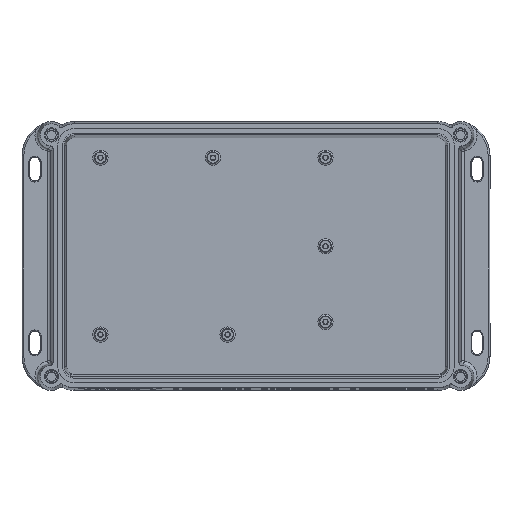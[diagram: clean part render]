
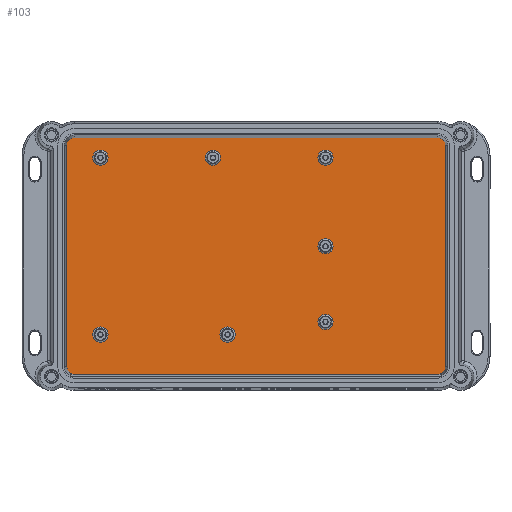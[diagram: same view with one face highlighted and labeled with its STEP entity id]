
A CAD part, top view. The second image highlights one B-rep face of the part: STEP entity #103.
In plain terms, the highlighted planar face has unit normal (0, 0, 1).
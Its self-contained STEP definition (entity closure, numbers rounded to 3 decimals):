
#103 = ADVANCED_FACE( '', ( #627, #628, #629, #630, #631, #632, #633, #634 ), #635, .T. );
#627 = FACE_BOUND( '', #1654, .T. );
#628 = FACE_BOUND( '', #1655, .T. );
#629 = FACE_BOUND( '', #1656, .T. );
#630 = FACE_BOUND( '', #1657, .T. );
#631 = FACE_BOUND( '', #1658, .T. );
#632 = FACE_BOUND( '', #1659, .T. );
#633 = FACE_BOUND( '', #1660, .T. );
#634 = FACE_OUTER_BOUND( '', #1661, .T. );
#635 = PLANE( '', #1662 );
#1654 = EDGE_LOOP( '', ( #5317 ) );
#1655 = EDGE_LOOP( '', ( #5318 ) );
#1656 = EDGE_LOOP( '', ( #5319 ) );
#1657 = EDGE_LOOP( '', ( #5320 ) );
#1658 = EDGE_LOOP( '', ( #5321 ) );
#1659 = EDGE_LOOP( '', ( #5322 ) );
#1660 = EDGE_LOOP( '', ( #5323 ) );
#1661 = EDGE_LOOP( '', ( #5324, #5325, #5326, #5327, #5328, #5329, #5330, #5331 ) );
#1662 = AXIS2_PLACEMENT_3D( '', #5332, #5333, #5334 );
#5317 = ORIENTED_EDGE( '', *, *, #8636, .T. );
#5318 = ORIENTED_EDGE( '', *, *, #8637, .T. );
#5319 = ORIENTED_EDGE( '', *, *, #8638, .T. );
#5320 = ORIENTED_EDGE( '', *, *, #8639, .T. );
#5321 = ORIENTED_EDGE( '', *, *, #8640, .T. );
#5322 = ORIENTED_EDGE( '', *, *, #8641, .T. );
#5323 = ORIENTED_EDGE( '', *, *, #8642, .T. );
#5324 = ORIENTED_EDGE( '', *, *, #8643, .T. );
#5325 = ORIENTED_EDGE( '', *, *, #8644, .T. );
#5326 = ORIENTED_EDGE( '', *, *, #8645, .T. );
#5327 = ORIENTED_EDGE( '', *, *, #8646, .T. );
#5328 = ORIENTED_EDGE( '', *, *, #8575, .T. );
#5329 = ORIENTED_EDGE( '', *, *, #8647, .T. );
#5330 = ORIENTED_EDGE( '', *, *, #8648, .T. );
#5331 = ORIENTED_EDGE( '', *, *, #8649, .T. );
#5332 = CARTESIAN_POINT( '', ( -115., 70., 0. ) );
#5333 = DIRECTION( '', ( 0., 0., 1. ) );
#5334 = DIRECTION( '', ( 1., 0., 0. ) );
#8575 = EDGE_CURVE( '', #10072, #10070, #10073, .T. );
#8636 = EDGE_CURVE( '', #10173, #10173, #10174, .F. );
#8637 = EDGE_CURVE( '', #10175, #10175, #10176, .F. );
#8638 = EDGE_CURVE( '', #10177, #10177, #10178, .F. );
#8639 = EDGE_CURVE( '', #10179, #10179, #10180, .F. );
#8640 = EDGE_CURVE( '', #10181, #10181, #10182, .F. );
#8641 = EDGE_CURVE( '', #10183, #10183, #10184, .F. );
#8642 = EDGE_CURVE( '', #10185, #10185, #10186, .F. );
#8643 = EDGE_CURVE( '', #10187, #10188, #10189, .T. );
#8644 = EDGE_CURVE( '', #10188, #10190, #10191, .F. );
#8645 = EDGE_CURVE( '', #10190, #10192, #10193, .T. );
#8646 = EDGE_CURVE( '', #10192, #10072, #10194, .F. );
#8647 = EDGE_CURVE( '', #10070, #10195, #10196, .F. );
#8648 = EDGE_CURVE( '', #10195, #10197, #10198, .T. );
#8649 = EDGE_CURVE( '', #10197, #10187, #10199, .F. );
#10070 = VERTEX_POINT( '', #12080 );
#10072 = VERTEX_POINT( '', #12083 );
#10073 = CIRCLE( '', #12084, 5. );
#10173 = VERTEX_POINT( '', #12225 );
#10174 = CIRCLE( '', #12226, 4.81 );
#10175 = VERTEX_POINT( '', #12227 );
#10176 = CIRCLE( '', #12228, 4.81 );
#10177 = VERTEX_POINT( '', #12229 );
#10178 = CIRCLE( '', #12230, 4.81 );
#10179 = VERTEX_POINT( '', #12231 );
#10180 = CIRCLE( '', #12232, 4.81 );
#10181 = VERTEX_POINT( '', #12233 );
#10182 = CIRCLE( '', #12234, 4.81 );
#10183 = VERTEX_POINT( '', #12235 );
#10184 = CIRCLE( '', #12236, 4.81 );
#10185 = VERTEX_POINT( '', #12237 );
#10186 = CIRCLE( '', #12238, 4.81 );
#10187 = VERTEX_POINT( '', #12239 );
#10188 = VERTEX_POINT( '', #12240 );
#10189 = CIRCLE( '', #12241, 5. );
#10190 = VERTEX_POINT( '', #12242 );
#10191 = LINE( '', #12243, #12244 );
#10192 = VERTEX_POINT( '', #12245 );
#10193 = CIRCLE( '', #12246, 5. );
#10194 = LINE( '', #12247, #12248 );
#10195 = VERTEX_POINT( '', #12249 );
#10196 = LINE( '', #12250, #12251 );
#10197 = VERTEX_POINT( '', #12252 );
#10198 = CIRCLE( '', #12253, 5. );
#10199 = LINE( '', #12254, #12255 );
#12080 = CARTESIAN_POINT( '', ( 120., -70., 0. ) );
#12083 = CARTESIAN_POINT( '', ( 115., -75., 0. ) );
#12084 = AXIS2_PLACEMENT_3D( '', #15674, #15675, #15676 );
#12225 = CARTESIAN_POINT( '', ( -22.44, 62.216, 0. ) );
#12226 = AXIS2_PLACEMENT_3D( '', #15778, #15779, #15780 );
#12227 = CARTESIAN_POINT( '', ( -93.69, -49.784, 0. ) );
#12228 = AXIS2_PLACEMENT_3D( '', #15781, #15782, #15783 );
#12229 = CARTESIAN_POINT( '', ( 48.81, 62.216, 0. ) );
#12230 = AXIS2_PLACEMENT_3D( '', #15784, #15785, #15786 );
#12231 = CARTESIAN_POINT( '', ( 48.81, -41.784, 0. ) );
#12232 = AXIS2_PLACEMENT_3D( '', #15787, #15788, #15789 );
#12233 = CARTESIAN_POINT( '', ( 48.81, 6.216, 0. ) );
#12234 = AXIS2_PLACEMENT_3D( '', #15790, #15791, #15792 );
#12235 = CARTESIAN_POINT( '', ( -13.19, -49.784, 0. ) );
#12236 = AXIS2_PLACEMENT_3D( '', #15793, #15794, #15795 );
#12237 = CARTESIAN_POINT( '', ( -93.69, 62.216, 0. ) );
#12238 = AXIS2_PLACEMENT_3D( '', #15796, #15797, #15798 );
#12239 = CARTESIAN_POINT( '', ( -115., 75., 0. ) );
#12240 = CARTESIAN_POINT( '', ( -120., 70., 0. ) );
#12241 = AXIS2_PLACEMENT_3D( '', #15799, #15800, #15801 );
#12242 = CARTESIAN_POINT( '', ( -120., -70., 0. ) );
#12243 = CARTESIAN_POINT( '', ( -120., 70., 0. ) );
#12244 = VECTOR( '', #15802, 1000. );
#12245 = CARTESIAN_POINT( '', ( -115., -75., 0. ) );
#12246 = AXIS2_PLACEMENT_3D( '', #15803, #15804, #15805 );
#12247 = CARTESIAN_POINT( '', ( -115., -75., 0. ) );
#12248 = VECTOR( '', #15806, 1000. );
#12249 = CARTESIAN_POINT( '', ( 120., 70., 0. ) );
#12250 = CARTESIAN_POINT( '', ( 120., 70., 0. ) );
#12251 = VECTOR( '', #15807, 1000. );
#12252 = CARTESIAN_POINT( '', ( 115., 75., 0. ) );
#12253 = AXIS2_PLACEMENT_3D( '', #15808, #15809, #15810 );
#12254 = CARTESIAN_POINT( '', ( -115., 75., 0. ) );
#12255 = VECTOR( '', #15811, 1000. );
#15674 = CARTESIAN_POINT( '', ( 115., -70., 0. ) );
#15675 = DIRECTION( '', ( 0., 0., 1. ) );
#15676 = DIRECTION( '', ( 1., 0., 0. ) );
#15778 = CARTESIAN_POINT( '', ( -27.25, 62.216, 0. ) );
#15779 = DIRECTION( '', ( 0., 0., 1. ) );
#15780 = DIRECTION( '', ( 1., 0., 0. ) );
#15781 = CARTESIAN_POINT( '', ( -98.5, -49.784, 0. ) );
#15782 = DIRECTION( '', ( 0., 0., 1. ) );
#15783 = DIRECTION( '', ( 1., 0., 0. ) );
#15784 = CARTESIAN_POINT( '', ( 44., 62.216, 0. ) );
#15785 = DIRECTION( '', ( 0., 0., 1. ) );
#15786 = DIRECTION( '', ( 1., 0., 0. ) );
#15787 = CARTESIAN_POINT( '', ( 44., -41.784, 0. ) );
#15788 = DIRECTION( '', ( 0., 0., 1. ) );
#15789 = DIRECTION( '', ( 1., 0., 0. ) );
#15790 = CARTESIAN_POINT( '', ( 44., 6.216, 0. ) );
#15791 = DIRECTION( '', ( 0., 0., 1. ) );
#15792 = DIRECTION( '', ( 1., 0., 0. ) );
#15793 = CARTESIAN_POINT( '', ( -18., -49.784, 0. ) );
#15794 = DIRECTION( '', ( 0., 0., 1. ) );
#15795 = DIRECTION( '', ( 1., 0., 0. ) );
#15796 = CARTESIAN_POINT( '', ( -98.5, 62.216, 0. ) );
#15797 = DIRECTION( '', ( 0., 0., 1. ) );
#15798 = DIRECTION( '', ( 1., 0., 0. ) );
#15799 = CARTESIAN_POINT( '', ( -115., 70., 0. ) );
#15800 = DIRECTION( '', ( 0., 0., 1. ) );
#15801 = DIRECTION( '', ( 1., 0., 0. ) );
#15802 = DIRECTION( '', ( 0., 1., 0. ) );
#15803 = CARTESIAN_POINT( '', ( -115., -70., 0. ) );
#15804 = DIRECTION( '', ( 0., 0., 1. ) );
#15805 = DIRECTION( '', ( 1., 0., 0. ) );
#15806 = DIRECTION( '', ( -1., 0., 0. ) );
#15807 = DIRECTION( '', ( 0., -1., 0. ) );
#15808 = CARTESIAN_POINT( '', ( 115., 70., 0. ) );
#15809 = DIRECTION( '', ( 0., 0., 1. ) );
#15810 = DIRECTION( '', ( 1., 0., 0. ) );
#15811 = DIRECTION( '', ( 1., 0., 0. ) );
